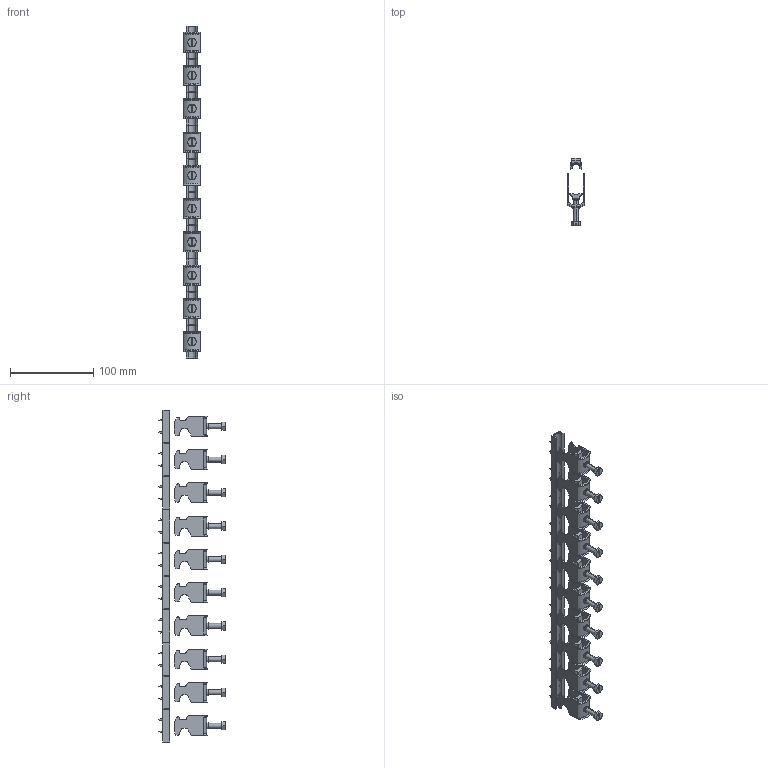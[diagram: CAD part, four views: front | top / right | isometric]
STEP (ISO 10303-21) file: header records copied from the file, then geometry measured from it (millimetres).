
FILE_DESCRIPTION (( 'STEP AP203' ), '1' );
FILE_NAME ('U6121302012 Çàæèì êàáåëüíûé äëÿ Ñ-îáðàçíûõ øèí 6-14 USOLA (10øò) (000.801.389-01).STEP', '2022-04-27T08:45:33', ( '' ), ( '' ), 'SwSTEP 2.0', 'SolidWorks 2017', '' );
FILE_SCHEMA (( 'CONFIG_CONTROL_DESIGN' ));
Length unit declared in the file: millimetre
Products named in the file (5): 7077_000_D; 7077_000_P1; Êàáåëüíûé çàæèì äëÿ Ñ-îáðàçíûõ øèí 6-14 USOLA; 7077_000_P2; U6121302012 Çàæèì êàáåëüíûé äëÿ Ñ-îáðàçíûõ øèí 6-14 USOLA (10øò) (000.801.389-01)
Assembly tree (12 placements, depth 3):
  7077_000_D
  U6121302012 Çàæèì êàáåëüíûé äëÿ Ñ-îáðàçíûõ øèí 6-14 USOLA (10øò) (000.801.389-01)
    Êàáåëüíûé çàæèì äëÿ Ñ-îáðàçíûõ øèí 6-14 USOLA  x10
      7077_000_P1
      7077_000_P2
Bounding box: 20 x 80.04 x 399 mm (x, y, z)
Volume: 70273.7 mm3; surface area: 86830 mm2
Topology: 20 solids, 20 shells, 1260 faces, 3360 edges, 2200 vertices
Faces by surface type: plane 660, cylinder 420, cone 140, torus 40
Entity records: 4860 total; most frequent: CARTESIAN_POINT 934, DIRECTION 680, ORIENTED_EDGE 672, EDGE_CURVE 336, AXIS2_PLACEMENT_3D 238, VERTEX_POINT 220, LINE 204, VECTOR 204
